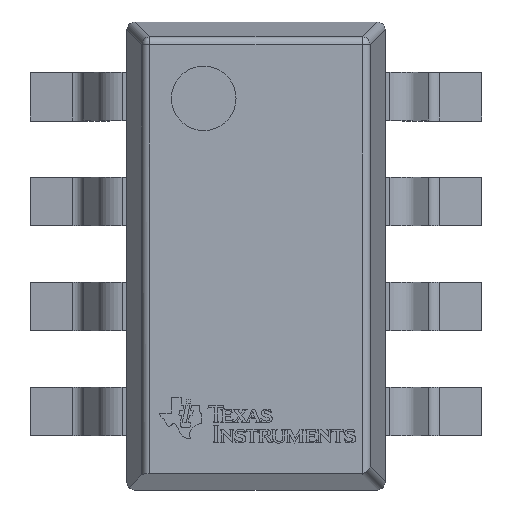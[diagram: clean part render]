
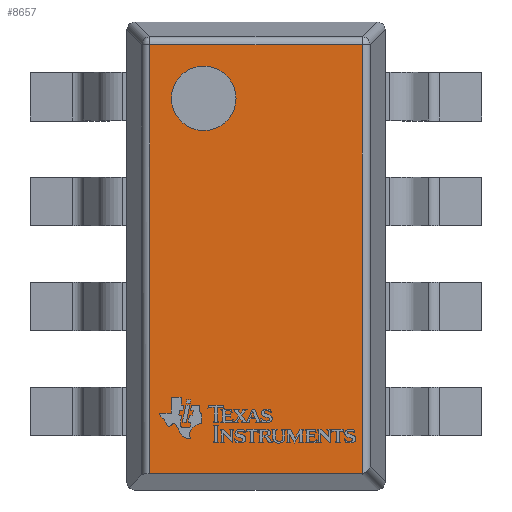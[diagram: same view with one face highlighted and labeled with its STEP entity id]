
A CAD part, top view. The second image highlights one B-rep face of the part: STEP entity #8657.
In plain terms, the highlighted planar face has unit normal (0, 0, 1).
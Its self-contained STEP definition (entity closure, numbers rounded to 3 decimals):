
#629=PLANE('',#9358);
#983=FACE_OUTER_BOUND('',#1470,.T.);
#1470=EDGE_LOOP('',(#6146,#6147,#6148,#6149,#6150));
#1934=LINE('',#11491,#2851);
#1955=LINE('',#11569,#2872);
#1957=LINE('',#11572,#2874);
#1965=LINE('',#11586,#2882);
#2851=VECTOR('',#9761,10.);
#2872=VECTOR('',#9850,10.);
#2874=VECTOR('',#9854,10.);
#2882=VECTOR('',#9874,10.);
#3777=ELLIPSE('',#9311,0.051,0.05);
#3819=VERTEX_POINT('',#11479);
#3822=VERTEX_POINT('',#11489);
#3824=VERTEX_POINT('',#11496);
#3825=VERTEX_POINT('',#11498);
#3833=VERTEX_POINT('',#11526);
#4694=EDGE_CURVE('',#3822,#3819,#1934,.T.);
#4698=EDGE_CURVE('',#3824,#3825,#3777,.T.);
#4735=EDGE_CURVE('',#3819,#3833,#1955,.T.);
#4737=EDGE_CURVE('',#3833,#3824,#1957,.T.);
#4745=EDGE_CURVE('',#3825,#3822,#1965,.T.);
#6146=ORIENTED_EDGE('',*,*,#4694,.F.);
#6147=ORIENTED_EDGE('',*,*,#4745,.F.);
#6148=ORIENTED_EDGE('',*,*,#4698,.F.);
#6149=ORIENTED_EDGE('',*,*,#4737,.F.);
#6150=ORIENTED_EDGE('',*,*,#4735,.F.);
#8657=ADVANCED_FACE('',(#983),#629,.T.);
#9311=AXIS2_PLACEMENT_3D('',#11499,#9768,#9769);
#9358=AXIS2_PLACEMENT_3D('',#11599,#9895,#9896);
#9761=DIRECTION('',(0.,1.,0.));
#9768=DIRECTION('center_axis',(0.,0.,-1.));
#9769=DIRECTION('ref_axis',(0.707,-0.707,0.));
#9850=DIRECTION('',(1.,0.,0.));
#9854=DIRECTION('',(0.,-1.,0.));
#9874=DIRECTION('',(-1.,0.,0.));
#9895=DIRECTION('center_axis',(0.,0.,1.));
#9896=DIRECTION('ref_axis',(1.,0.,0.));
#11479=CARTESIAN_POINT('',(-0.658,1.308,1.3));
#11489=CARTESIAN_POINT('',(-0.658,-1.35,1.3));
#11491=CARTESIAN_POINT('',(-0.658,0.363,1.3));
#11496=CARTESIAN_POINT('',(0.658,-1.35,1.3));
#11498=CARTESIAN_POINT('',(0.651,-1.35,1.3));
#11499=CARTESIAN_POINT('Origin',(0.649,-1.299,1.3));
#11526=CARTESIAN_POINT('',(0.658,1.308,1.3));
#11569=CARTESIAN_POINT('',(0.2,1.308,1.3));
#11572=CARTESIAN_POINT('',(0.658,-0.363,1.3));
#11586=CARTESIAN_POINT('',(-0.4,-1.35,1.3));
#11599=CARTESIAN_POINT('Origin',(0.,0.,
1.3));
